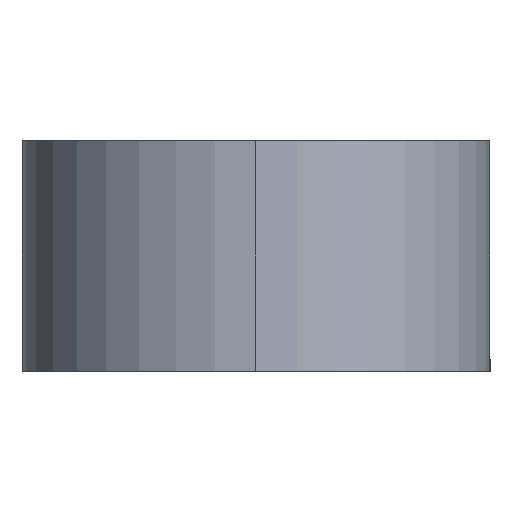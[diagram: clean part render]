
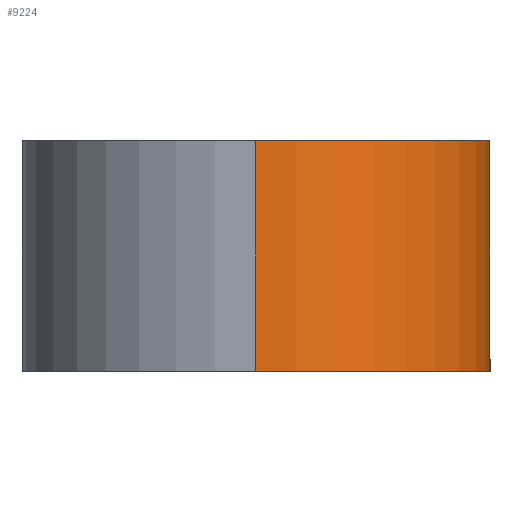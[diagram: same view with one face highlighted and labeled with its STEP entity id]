
A CAD part, left-side view. The second image highlights one B-rep face of the part: STEP entity #9224.
In plain terms, the highlighted cylindrical face has radius 6.2 mm (diameter 12.4 mm), a partial arc.
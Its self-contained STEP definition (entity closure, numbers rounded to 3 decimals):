
#454 = VERTEX_POINT ( 'NONE', #4960 ) ;
#839 = AXIS2_PLACEMENT_3D ( 'NONE', #8092, #2732, #9982 ) ;
#1518 = EDGE_CURVE ( 'NONE', #12328, #5915, #9505, .T. ) ;
#1820 = LINE ( 'NONE', #4481, #1972 ) ;
#1900 = EDGE_CURVE ( 'NONE', #454, #5915, #1820, .T. ) ;
#1972 = VECTOR ( 'NONE', #5652, 1000. ) ;
#2296 = FACE_OUTER_BOUND ( 'NONE', #8193, .T. ) ;
#2557 = CARTESIAN_POINT ( 'NONE',  ( -44.3, 0., 3.05 ) ) ;
#2732 = DIRECTION ( 'NONE',  ( 0., 0., 1. ) ) ;
#3076 = ORIENTED_EDGE ( 'NONE', *, *, #1518, .T. ) ;
#3982 = EDGE_CURVE ( 'NONE', #12849, #454, #12718, .T. ) ;
#4153 = ORIENTED_EDGE ( 'NONE', *, *, #11360, .T. ) ;
#4170 = VECTOR ( 'NONE', #7726, 1000. ) ;
#4481 = CARTESIAN_POINT ( 'NONE',  ( -38.1, -6.2, 1. ) ) ;
#4769 = ORIENTED_EDGE ( 'NONE', *, *, #1900, .F. ) ;
#4960 = CARTESIAN_POINT ( 'NONE',  ( -38.1, -6.2, 3.05 ) ) ;
#5347 = DIRECTION ( 'NONE',  ( 0., 0., 1. ) ) ;
#5652 = DIRECTION ( 'NONE',  ( 0., 0., -1. ) ) ;
#5915 = VERTEX_POINT ( 'NONE', #7265 ) ;
#6868 = LINE ( 'NONE', #8844, #4170 ) ;
#7265 = CARTESIAN_POINT ( 'NONE',  ( -38.1, -6.2, -3.05 ) ) ;
#7726 = DIRECTION ( 'NONE',  ( 0., 0., -1. ) ) ;
#8092 = CARTESIAN_POINT ( 'NONE',  ( -38.1, 0., -3.05 ) ) ;
#8193 = EDGE_LOOP ( 'NONE', ( #10489, #4153, #3076, #4769 ) ) ;
#8206 = CARTESIAN_POINT ( 'NONE',  ( -38.1, 0., 3.05 ) ) ;
#8503 = AXIS2_PLACEMENT_3D ( 'NONE', #10389, #11324, #11235 ) ;
#8844 = CARTESIAN_POINT ( 'NONE',  ( -44.3, 0., 1. ) ) ;
#9224 = ADVANCED_FACE ( 'NONE', ( #2296 ), #10469, .T. ) ;
#9505 = CIRCLE ( 'NONE', #839, 6.2 ) ;
#9965 = AXIS2_PLACEMENT_3D ( 'NONE', #8206, #5347, #11164 ) ;
#9982 = DIRECTION ( 'NONE',  ( 1., 0., 0. ) ) ;
#10389 = CARTESIAN_POINT ( 'NONE',  ( -38.1, 0., 1. ) ) ;
#10469 = CYLINDRICAL_SURFACE ( 'NONE', #8503, 6.2 ) ;
#10489 = ORIENTED_EDGE ( 'NONE', *, *, #3982, .F. ) ;
#11164 = DIRECTION ( 'NONE',  ( 1., 0., 0. ) ) ;
#11235 = DIRECTION ( 'NONE',  ( -1., 0., 0. ) ) ;
#11324 = DIRECTION ( 'NONE',  ( 0., 0., -1. ) ) ;
#11360 = EDGE_CURVE ( 'NONE', #12849, #12328, #6868, .T. ) ;
#11517 = CARTESIAN_POINT ( 'NONE',  ( -44.3, 0., -3.05 ) ) ;
#12328 = VERTEX_POINT ( 'NONE', #11517 ) ;
#12718 = CIRCLE ( 'NONE', #9965, 6.2 ) ;
#12849 = VERTEX_POINT ( 'NONE', #2557 ) ;
